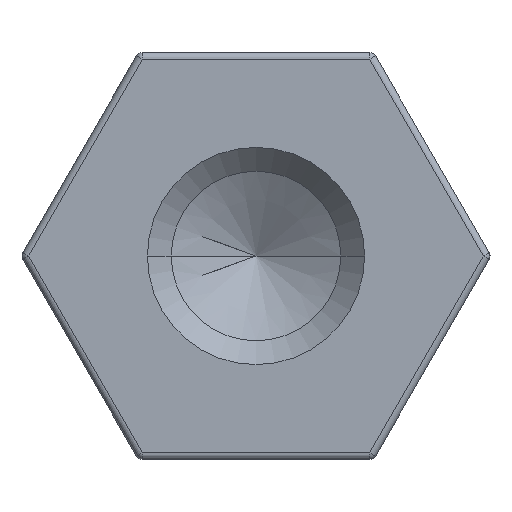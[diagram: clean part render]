
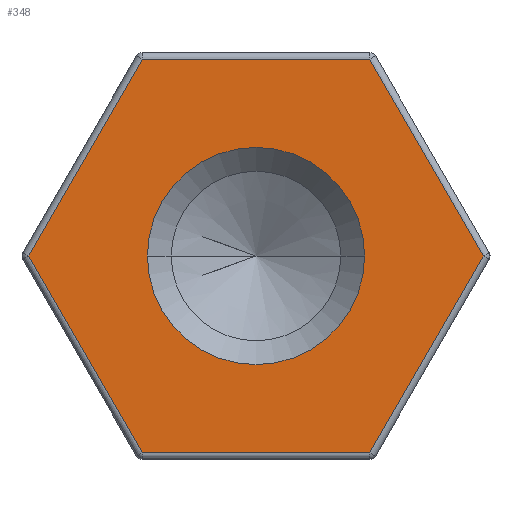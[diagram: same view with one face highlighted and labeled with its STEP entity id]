
A CAD part, left-side view. The second image highlights one B-rep face of the part: STEP entity #348.
In plain terms, the highlighted planar face has unit normal (-1, 0, 0).
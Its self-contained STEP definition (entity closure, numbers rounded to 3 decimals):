
#14 = CIRCLE ( 'NONE', #768, 1.6 ) ;
#18 = CARTESIAN_POINT ( 'NONE',  ( 0., 0., 2.9 ) ) ;
#79 = CARTESIAN_POINT ( 'NONE',  ( 0., 1.674, 2.9 ) ) ;
#98 = DIRECTION ( 'NONE',  ( 0., 1., 0. ) ) ;
#146 = CARTESIAN_POINT ( 'NONE',  ( 0., 2.511, -1.45 ) ) ;
#171 = DIRECTION ( 'NONE',  ( 0., -0.5, -0.866 ) ) ;
#176 = EDGE_CURVE ( 'NONE', #877, #567, #365, .T. ) ;
#187 = DIRECTION ( 'NONE',  ( 1., 0., 0. ) ) ;
#230 = CARTESIAN_POINT ( 'NONE',  ( 0., -1.674, -2.9 ) ) ;
#259 = VECTOR ( 'NONE', #369, 1000. ) ;
#284 = EDGE_CURVE ( 'NONE', #775, #877, #342, .T. ) ;
#291 = VECTOR ( 'NONE', #485, 1000. ) ;
#297 = LINE ( 'NONE', #633, #291 ) ;
#304 = VECTOR ( 'NONE', #171, 1000. ) ;
#305 = DIRECTION ( 'NONE',  ( 0., 1., 0. ) ) ;
#323 = FACE_BOUND ( 'NONE', #946, .T. ) ;
#327 = VECTOR ( 'NONE', #759, 1000. ) ;
#329 = FACE_OUTER_BOUND ( 'NONE', #814, .T. ) ;
#332 = CARTESIAN_POINT ( 'NONE',  ( 0., 0., 0. ) ) ;
#342 = LINE ( 'NONE', #1120, #327 ) ;
#348 = ADVANCED_FACE ( 'NONE', ( #329, #323 ), #893, .F. ) ;
#361 = VECTOR ( 'NONE', #305, 1000. ) ;
#365 = LINE ( 'NONE', #18, #361 ) ;
#369 = DIRECTION ( 'NONE',  ( 0., -1., 0. ) ) ;
#390 = EDGE_CURVE ( 'NONE', #977, #793, #721, .T. ) ;
#443 = LINE ( 'NONE', #1423, #1269 ) ;
#472 = EDGE_CURVE ( 'NONE', #567, #977, #297, .T. ) ;
#485 = DIRECTION ( 'NONE',  ( 0., 0.5, -0.866 ) ) ;
#508 = ORIENTED_EDGE ( 'NONE', *, *, #284, .T. ) ;
#544 = CARTESIAN_POINT ( 'NONE',  ( 0., 1.674, -2.9 ) ) ;
#551 = ORIENTED_EDGE ( 'NONE', *, *, #390, .T. ) ;
#567 = VERTEX_POINT ( 'NONE', #79 ) ;
#577 = EDGE_CURVE ( 'NONE', #793, #645, #1349, .T. ) ;
#594 = ORIENTED_EDGE ( 'NONE', *, *, #1177, .T. ) ;
#633 = CARTESIAN_POINT ( 'NONE',  ( 0., 2.511, 1.45 ) ) ;
#645 = VERTEX_POINT ( 'NONE', #230 ) ;
#713 = ORIENTED_EDGE ( 'NONE', *, *, #472, .T. ) ;
#721 = LINE ( 'NONE', #146, #304 ) ;
#748 = ORIENTED_EDGE ( 'NONE', *, *, #1434, .T. ) ;
#759 = DIRECTION ( 'NONE',  ( 0., 0.5, 0.866 ) ) ;
#764 = DIRECTION ( 'NONE',  ( 1., 0., 0. ) ) ;
#768 = AXIS2_PLACEMENT_3D ( 'NONE', #1038, #187, #1129 ) ;
#775 = VERTEX_POINT ( 'NONE', #1157 ) ;
#793 = VERTEX_POINT ( 'NONE', #544 ) ;
#814 = EDGE_LOOP ( 'NONE', ( #508, #898, #713, #551, #942, #748 ) ) ;
#840 = CARTESIAN_POINT ( 'NONE',  ( 0., -1.674, 2.9 ) ) ;
#863 = CARTESIAN_POINT ( 'NONE',  ( 0., 3.349, 0. ) ) ;
#877 = VERTEX_POINT ( 'NONE', #840 ) ;
#893 = PLANE ( 'NONE',  #1160 ) ;
#898 = ORIENTED_EDGE ( 'NONE', *, *, #176, .T. ) ;
#942 = ORIENTED_EDGE ( 'NONE', *, *, #577, .T. ) ;
#946 = EDGE_LOOP ( 'NONE', ( #594, #995 ) ) ;
#957 = DIRECTION ( 'NONE',  ( 1., 0., 0. ) ) ;
#977 = VERTEX_POINT ( 'NONE', #863 ) ;
#995 = ORIENTED_EDGE ( 'NONE', *, *, #1338, .T. ) ;
#1038 = CARTESIAN_POINT ( 'NONE',  ( 0., 0., 0. ) ) ;
#1039 = VERTEX_POINT ( 'NONE', #1372 ) ;
#1096 = DIRECTION ( 'NONE',  ( 0., -0.5, 0.866 ) ) ;
#1120 = CARTESIAN_POINT ( 'NONE',  ( 0., -2.511, 1.45 ) ) ;
#1129 = DIRECTION ( 'NONE',  ( 0., 1., 0. ) ) ;
#1134 = VERTEX_POINT ( 'NONE', #1318 ) ;
#1137 = AXIS2_PLACEMENT_3D ( 'NONE', #1413, #957, #98 ) ;
#1157 = CARTESIAN_POINT ( 'NONE',  ( 0., -3.349, 0. ) ) ;
#1160 = AXIS2_PLACEMENT_3D ( 'NONE', #332, #764, #1384 ) ;
#1177 = EDGE_CURVE ( 'NONE', #1039, #1134, #14, .T. ) ;
#1269 = VECTOR ( 'NONE', #1096, 1000. ) ;
#1318 = CARTESIAN_POINT ( 'NONE',  ( 0., -1.6, 0. ) ) ;
#1338 = EDGE_CURVE ( 'NONE', #1134, #1039, #1371, .T. ) ;
#1349 = LINE ( 'NONE', #1398, #259 ) ;
#1371 = CIRCLE ( 'NONE', #1137, 1.6 ) ;
#1372 = CARTESIAN_POINT ( 'NONE',  ( 0., 1.6, 0. ) ) ;
#1384 = DIRECTION ( 'NONE',  ( 0., 1., 0. ) ) ;
#1398 = CARTESIAN_POINT ( 'NONE',  ( 0., 0., -2.9 ) ) ;
#1413 = CARTESIAN_POINT ( 'NONE',  ( 0., 0., 0. ) ) ;
#1423 = CARTESIAN_POINT ( 'NONE',  ( 0., -2.511, -1.45 ) ) ;
#1434 = EDGE_CURVE ( 'NONE', #645, #775, #443, .T. ) ;
